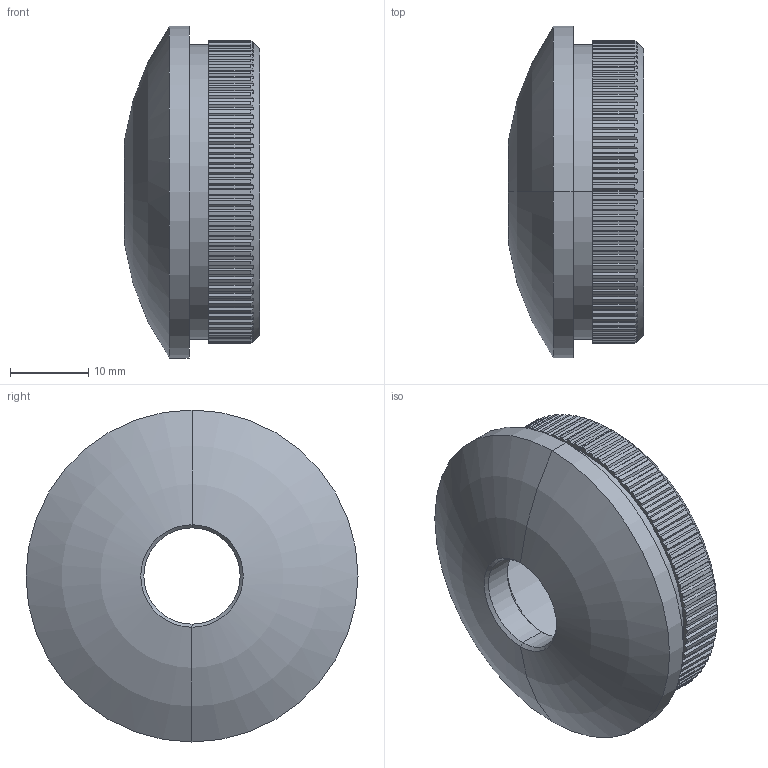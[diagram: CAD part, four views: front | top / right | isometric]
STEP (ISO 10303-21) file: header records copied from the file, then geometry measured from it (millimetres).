
FILE_DESCRIPTION (( 'STEP AP214' ), '1' );
FILE_NAME ('A-5738-242-12.STEP', '2022-12-09T11:05:29', ( '' ), ( '' ), 'SwSTEP 2.0', 'SolidWorks 2019', '' );
FILE_SCHEMA (( 'AUTOMOTIVE_DESIGN' ));
Length unit declared in the file: millimetre
Products named in the file (1): A-5738-242-12
Bounding box: 17.25 x 42.4 x 42.4 mm (x, y, z)
Volume: 6206.7 mm3; surface area: 5706.5 mm2
Topology: 1 solids, 1 shells, 389 faces, 1138 edges, 753 vertices
Faces by surface type: cylinder 191, plane 184, torus 8, cone 6
Entity records: 13215 total; most frequent: CARTESIAN_POINT 2821, ORIENTED_EDGE 2276, DIRECTION 2139, EDGE_CURVE 1138, AXIS2_PLACEMENT_3D 791, VERTEX_POINT 753, VECTOR 557, LINE 557
